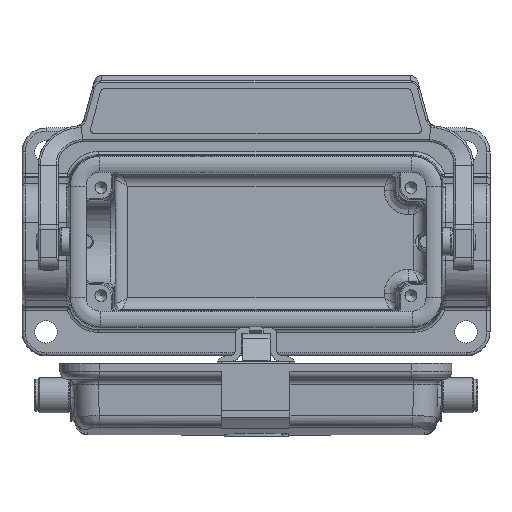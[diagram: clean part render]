
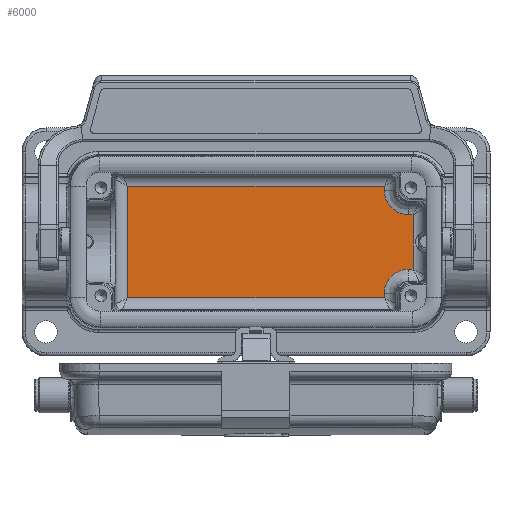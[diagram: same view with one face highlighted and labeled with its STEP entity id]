
A CAD part, top view. The second image highlights one B-rep face of the part: STEP entity #6000.
In plain terms, the highlighted planar face has unit normal (0, 0, 1).
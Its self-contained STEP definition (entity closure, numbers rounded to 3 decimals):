
#5095=ELLIPSE('',#24291,6.003,6.);
#5096=ELLIPSE('',#24292,6.003,6.);
#6000=ADVANCED_FACE('',(#7571),#7084,.F.);
#7084=PLANE('',#24293);
#7571=FACE_OUTER_BOUND('',#8581,.T.);
#8581=EDGE_LOOP('',(#10783,#10784,#10785,#10786,#10787,#10788,#10789,#10790,
#10791,#10792));
#10783=ORIENTED_EDGE('',*,*,#18091,.T.);
#10784=ORIENTED_EDGE('',*,*,#18092,.T.);
#10785=ORIENTED_EDGE('',*,*,#18093,.T.);
#10786=ORIENTED_EDGE('',*,*,#18094,.T.);
#10787=ORIENTED_EDGE('',*,*,#18095,.T.);
#10788=ORIENTED_EDGE('',*,*,#18096,.T.);
#10789=ORIENTED_EDGE('',*,*,#18097,.T.);
#10790=ORIENTED_EDGE('',*,*,#18098,.T.);
#10791=ORIENTED_EDGE('',*,*,#18099,.T.);
#10792=ORIENTED_EDGE('',*,*,#18100,.T.);
#16251=VERTEX_POINT('',#31948);
#16252=VERTEX_POINT('',#31949);
#16253=VERTEX_POINT('',#31951);
#16254=VERTEX_POINT('',#31953);
#16255=VERTEX_POINT('',#31955);
#16256=VERTEX_POINT('',#31957);
#16257=VERTEX_POINT('',#31959);
#16258=VERTEX_POINT('',#31961);
#16259=VERTEX_POINT('',#31963);
#16260=VERTEX_POINT('',#31965);
#18091=EDGE_CURVE('',#16251,#16252,#20745,.T.);
#18092=EDGE_CURVE('',#16252,#16253,#20746,.T.);
#18093=EDGE_CURVE('',#16253,#16254,#5095,.T.);
#18094=EDGE_CURVE('',#16254,#16255,#20747,.T.);
#18095=EDGE_CURVE('',#16255,#16256,#20748,.T.);
#18096=EDGE_CURVE('',#16256,#16257,#20749,.T.);
#18097=EDGE_CURVE('',#16257,#16258,#20750,.T.);
#18098=EDGE_CURVE('',#16258,#16259,#20751,.T.);
#18099=EDGE_CURVE('',#16259,#16260,#5096,.T.);
#18100=EDGE_CURVE('',#16260,#16251,#20752,.T.);
#20745=LINE('',#31947,#22147);
#20746=LINE('',#31950,#22148);
#20747=LINE('',#31954,#22149);
#20748=LINE('',#31956,#22150);
#20749=LINE('',#31958,#22151);
#20750=LINE('',#31960,#22152);
#20751=LINE('',#31962,#22153);
#20752=LINE('',#31966,#22154);
#22147=VECTOR('',#26458,1.);
#22148=VECTOR('',#26459,1.);
#22149=VECTOR('',#26462,1.);
#22150=VECTOR('',#26463,1.);
#22151=VECTOR('',#26464,1.);
#22152=VECTOR('',#26465,1.);
#22153=VECTOR('',#26466,1.);
#22154=VECTOR('',#26469,1.);
#24291=AXIS2_PLACEMENT_3D('',#31952,#26460,#26461);
#24292=AXIS2_PLACEMENT_3D('',#31964,#26467,#26468);
#24293=AXIS2_PLACEMENT_3D('',#31967,#26470,#26471);
#26458=DIRECTION('',(0.,1.,0.));
#26459=DIRECTION('',(-1.,0.,0.));
#26460=DIRECTION('',(0.,0.,-1.));
#26461=DIRECTION('',(0.832,0.555,0.));
#26462=DIRECTION('',(0.,1.,0.));
#26463=DIRECTION('',(-1.,0.,0.));
#26464=DIRECTION('',(0.,-1.,0.));
#26465=DIRECTION('',(1.,0.,0.));
#26466=DIRECTION('',(0.,1.,0.));
#26467=DIRECTION('',(0.,0.,-1.));
#26468=DIRECTION('',(-0.832,0.555,0.));
#26469=DIRECTION('',(1.,0.,0.));
#26470=DIRECTION('',(0.,0.,-1.));
#26471=DIRECTION('',(-1.,0.,0.));
#31947=CARTESIAN_POINT('',(39.299,0.,-40.25));
#31948=CARTESIAN_POINT('',(39.299,-6.849,-40.25));
#31949=CARTESIAN_POINT('',(39.299,6.849,-40.25));
#31950=CARTESIAN_POINT('',(-42.247,6.849,-40.25));
#31951=CARTESIAN_POINT('',(38.073,6.849,-40.25));
#31952=CARTESIAN_POINT('',(38.076,12.85,-40.25));
#31953=CARTESIAN_POINT('',(32.073,12.848,-40.25));
#31954=CARTESIAN_POINT('',(32.073,17.75,-40.25));
#31955=CARTESIAN_POINT('',(32.073,13.966,-40.25));
#31956=CARTESIAN_POINT('',(-33.496,13.966,-40.25));
#31957=CARTESIAN_POINT('',(-32.073,13.966,-40.25));
#31958=CARTESIAN_POINT('',(-32.073,17.75,-40.25));
#31959=CARTESIAN_POINT('',(-32.073,-13.966,-40.25));
#31960=CARTESIAN_POINT('',(33.496,-13.966,-40.25));
#31961=CARTESIAN_POINT('',(32.073,-13.966,-40.25));
#31962=CARTESIAN_POINT('',(32.073,17.75,-40.25));
#31963=CARTESIAN_POINT('',(32.073,-12.848,-40.25));
#31964=CARTESIAN_POINT('',(38.076,-12.85,-40.25));
#31965=CARTESIAN_POINT('',(38.073,-6.849,-40.25));
#31966=CARTESIAN_POINT('',(-42.247,-6.849,-40.25));
#31967=CARTESIAN_POINT('',(-42.247,17.75,-40.25));
